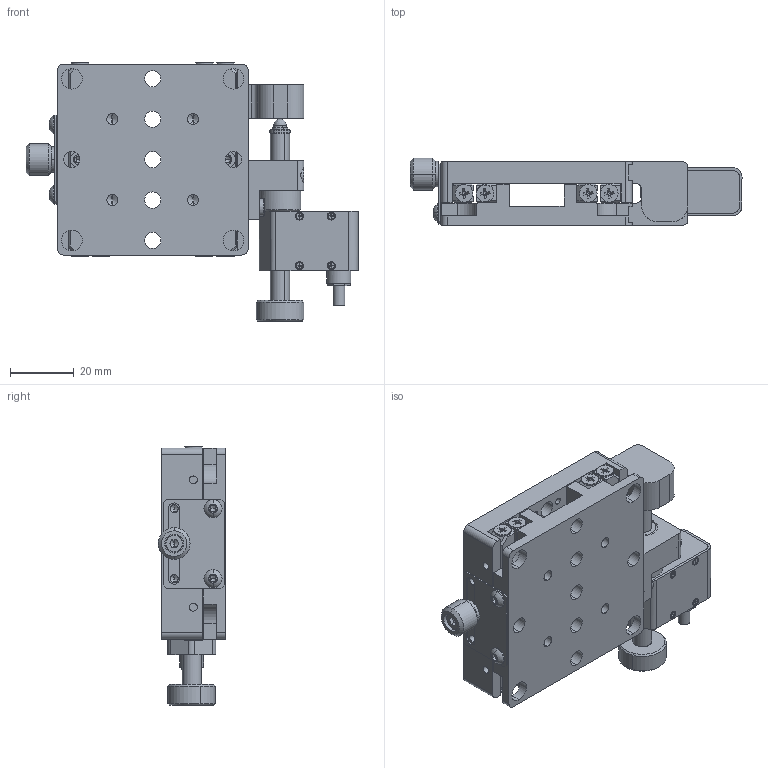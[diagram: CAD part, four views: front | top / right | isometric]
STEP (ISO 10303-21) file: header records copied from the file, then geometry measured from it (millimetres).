
FILE_DESCRIPTION (( 'STEP AP203' ), '1' );
FILE_NAME ('08PLS1-0.5.STEP', '2025-01-10T02:53:39', ( '' ), ( '' ), 'SwSTEP 2.0', 'SolidWorks 2024', '' );
FILE_SCHEMA (( 'CONFIG_CONTROL_DESIGN' ));
Length unit declared in the file: millimetre
Products named in the file (1): 08PLS1-0.5
Bounding box: 104.3 x 21.2 x 81.17 mm (x, y, z)
Surface area: 45479.9 mm2 (no closed solid volume)
Topology: 0 solids, 48 shells, 1785 faces, 4539 edges, 2761 vertices
Faces by surface type: plane 652, cone 588, cylinder 504, torus 36, sphere 4, bspline 1
Entity records: 56031 total; most frequent: CARTESIAN_POINT 13550, DIRECTION 9017, ORIENTED_EDGE 8753, EDGE_CURVE 4411, AXIS2_PLACEMENT_3D 3562, VERTEX_POINT 2761, EDGE_LOOP 2008, LINE 1893
